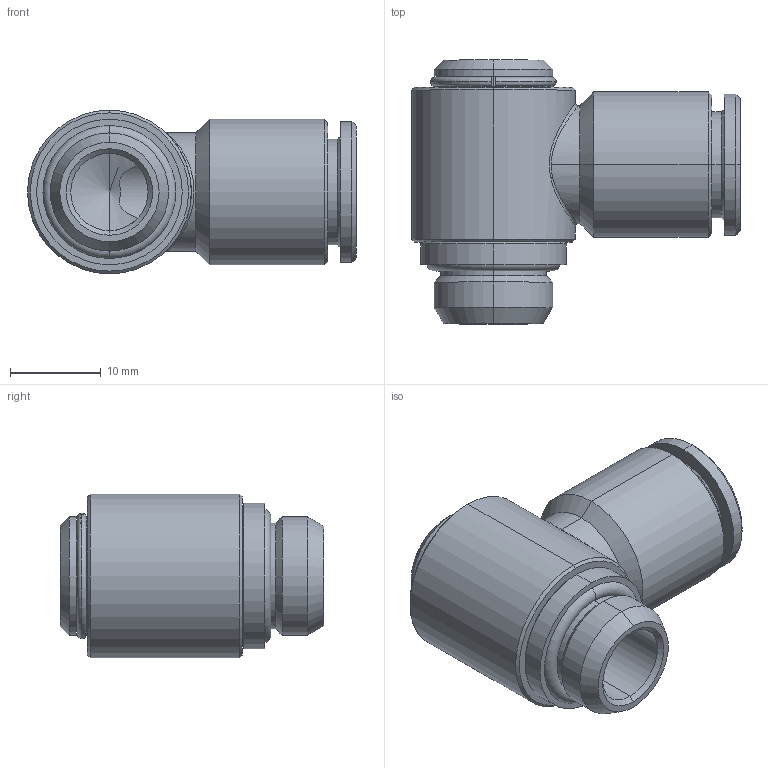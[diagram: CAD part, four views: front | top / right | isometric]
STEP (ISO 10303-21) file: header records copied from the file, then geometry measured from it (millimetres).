
FILE_DESCRIPTION (( 'STEP AP203' ), '1' );
FILE_NAME ('B0100052.STEP', '2011-03-25T16:18:31', ( '' ), ( 'sopra-pneumatic' ), 'SwSTEP 2.0', 'SolidWorks 2009', '' );
FILE_SCHEMA (( 'CONFIG_CONTROL_DESIGN' ));
Length unit declared in the file: millimetre
Products named in the file (1): B0100052
Bounding box: 36.15 x 29 x 18 mm (x, y, z)
Volume: 6501.7 mm3; surface area: 4484.5 mm2
Topology: 2 solids, 2 shells, 85 faces, 179 edges, 107 vertices
Faces by surface type: cylinder 30, cone 28, plane 21, torus 4, bspline 2
Entity records: 3582 total; most frequent: CARTESIAN_POINT 1665, DIRECTION 412, ORIENTED_EDGE 354, EDGE_CURVE 177, AXIS2_PLACEMENT_3D 171, VERTEX_POINT 107, EDGE_LOOP 98, CIRCLE 87
